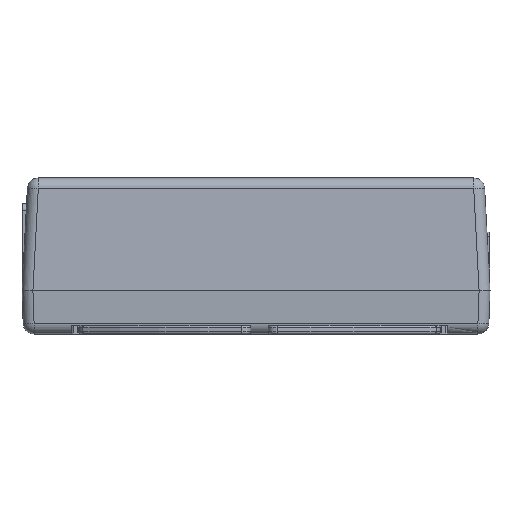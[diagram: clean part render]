
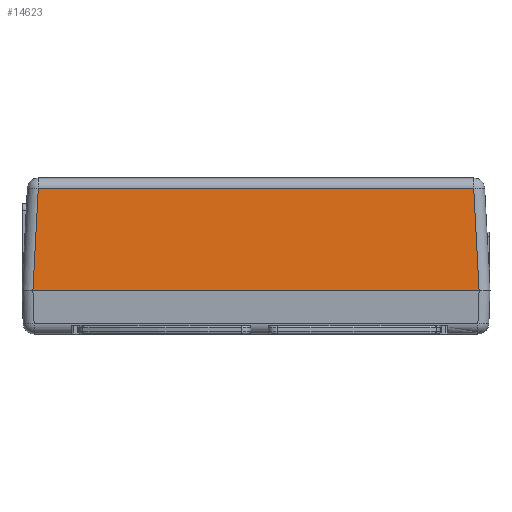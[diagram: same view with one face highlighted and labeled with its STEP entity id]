
A CAD part, front view. The second image highlights one B-rep face of the part: STEP entity #14623.
In plain terms, the highlighted planar face has unit normal (0, -0.999, 0.052).
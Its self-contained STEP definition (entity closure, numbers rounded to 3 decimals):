
#1566=DIRECTION('',(-1.,0.,0.));
#1567=VECTOR('',#1566,99.561);
#1568=CARTESIAN_POINT('',(52.981,-26.277,33.331));
#1569=LINE('',#1568,#1567);
#1574=DIRECTION('',(-1.,0.,0.));
#1575=VECTOR('',#1574,102.007);
#1576=CARTESIAN_POINT('',(54.203,-27.5,10.));
#1577=LINE('',#1576,#1575);
#1578=DIRECTION('',(0.052,0.052,0.997));
#1579=VECTOR('',#1578,23.395);
#1580=CARTESIAN_POINT('',(-47.803,-27.5,
10.));
#1581=LINE('',#1580,#1579);
#1582=DIRECTION('',(0.052,-0.052,-0.997));
#1583=VECTOR('',#1582,23.395);
#1584=CARTESIAN_POINT('',(52.981,-26.277,33.331));
#1585=LINE('',#1584,#1583);
#1634=CARTESIAN_POINT('',(-47.803,-27.5,
10.));
#11263=VERTEX_POINT('',#1634);
#11264=CARTESIAN_POINT('',(54.203,-27.5,
10.));
#11265=VERTEX_POINT('',#11264);
#11329=CARTESIAN_POINT('',(-46.581,-26.277,
33.331));
#11330=VERTEX_POINT('',#11329);
#11331=CARTESIAN_POINT('',(52.981,-26.277,
33.331));
#11332=VERTEX_POINT('',#11331);
#14609=CARTESIAN_POINT('',(-50.3,-27.5,10.));
#14610=DIRECTION('',(0.,-0.999,0.052));
#14611=DIRECTION('',(1.,0.,0.));
#14612=AXIS2_PLACEMENT_3D('',#14609,#14610,#14611);
#14613=PLANE('',#14612);
#14615=ORIENTED_EDGE('',*,*,#14614,.T.);
#14617=ORIENTED_EDGE('',*,*,#14616,.T.);
#14618=ORIENTED_EDGE('',*,*,#14600,.F.);
#14620=ORIENTED_EDGE('',*,*,#14619,.T.);
#14621=EDGE_LOOP('',(#14615,#14617,#14618,#14620));
#14622=FACE_OUTER_BOUND('',#14621,.F.);
#14623=ADVANCED_FACE('',(#14622),#14613,.T.);
#14600=EDGE_CURVE('',#11332,#11330,#1569,.T.);
#14614=EDGE_CURVE('',#11265,#11263,#1577,.T.);
#14616=EDGE_CURVE('',#11263,#11330,#1581,.T.);
#14619=EDGE_CURVE('',#11332,#11265,#1585,.T.);
